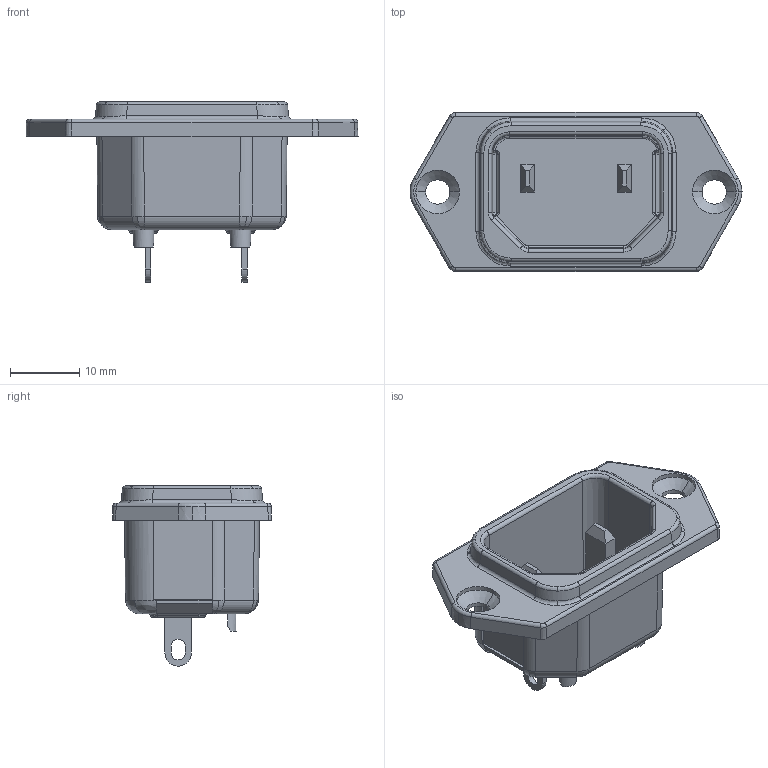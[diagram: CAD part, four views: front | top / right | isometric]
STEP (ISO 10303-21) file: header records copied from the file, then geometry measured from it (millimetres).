
FILE_DESCRIPTION (( 'STEP AP214' ), '1' );
FILE_NAME ('1333N440_STRAIGHT-BLADE CONNECTOR.step', '2021-02-21T00:25:01', ( '' ), ( '' ), 'SwSTEP 2.0', 'SolidWorks 2021', '' );
FILE_SCHEMA (( 'AUTOMOTIVE_DESIGN' ));
Length unit declared in the file: inch
Products named in the file (1): 1333N440_STRAIGHT-BLADE CONNECTOR
Bounding box: 48 x 23 x 26.08 mm (x, y, z)
Volume: 4258.4 mm3; surface area: 5289.3 mm2
Topology: 3 solids, 3 shells, 323 faces, 791 edges, 477 vertices
Faces by surface type: plane 111, cylinder 97, torus 55, bspline 32, cone 24, sphere 4
Entity records: 11155 total; most frequent: CARTESIAN_POINT 3802, ORIENTED_EDGE 1574, DIRECTION 1455, EDGE_CURVE 787, AXIS2_PLACEMENT_3D 541, VERTEX_POINT 477, VECTOR 373, LINE 373
